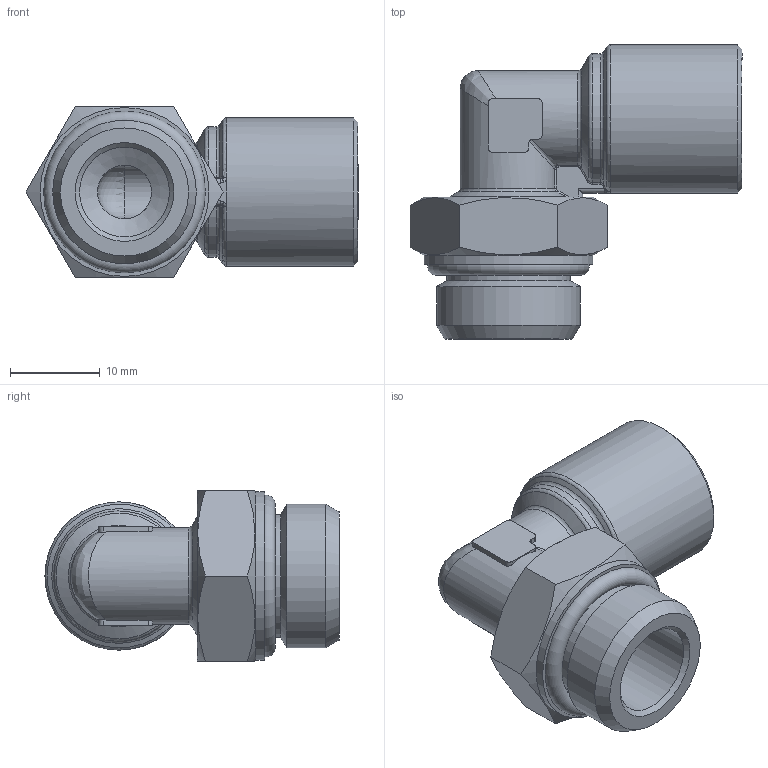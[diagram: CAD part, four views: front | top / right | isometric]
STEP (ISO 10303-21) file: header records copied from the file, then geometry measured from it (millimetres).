
FILE_DESCRIPTION(/* description */ ('STEP AP214'),/* implementation_level */ '2;1');
FILE_NAME(/* name */ 'T0060Q4S',/* time_stamp */ '2023-05-11T11:03:55+02:00',/* author */ ('License CC BY-ND 4.0'),/* organization */ ('CADENAS'),/* preprocessor_version */ 'ST-DEVELOPER v19.3',/* originating_system */ 'PARTsolutions',/* authorisation */ ' ');
FILE_SCHEMA (('INTEGRATED_CNC_SCHEMA','AUTOMOTIVE_DESIGN {1 0 10303 214 3 1 1}'));
Length unit declared in the file: millimetre
Products named in the file (1): T0060Q4S
Bounding box: 36.97 x 32.75 x 19 mm (x, y, z)
Volume: 6752.3 mm3; surface area: 4994.9 mm2
Topology: 1 solids, 1 shells, 253 faces, 649 edges, 417 vertices
Faces by surface type: plane 97, bspline 97, cylinder 37, cone 13, torus 8, sphere 1
Full cylindrical faces by diameter (mm): 4.85 x1, 5.85 x1, 6 x2, 8.15 x2, 10 x1, 13.7 x1, 14 x1, 16 x1, 16.5 x1, 18.8 x1
Entity records: 13487 total; most frequent: CARTESIAN_POINT 6379, ORIENTED_EDGE 1230, DIRECTION 799, EDGE_CURVE 615, VERTEX_POINT 410, EDGE_LOOP 301, FACE_BOUND 301, LINE 291
